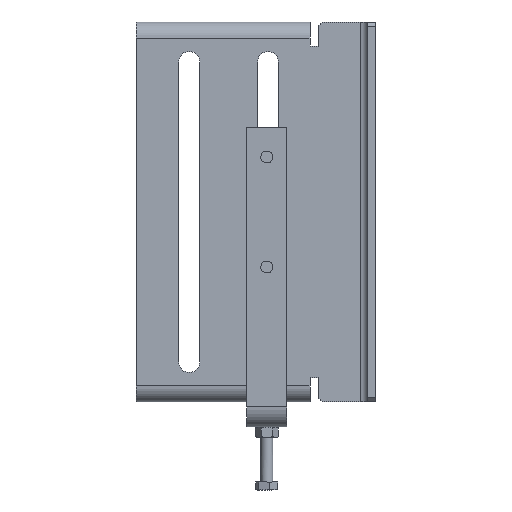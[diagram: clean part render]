
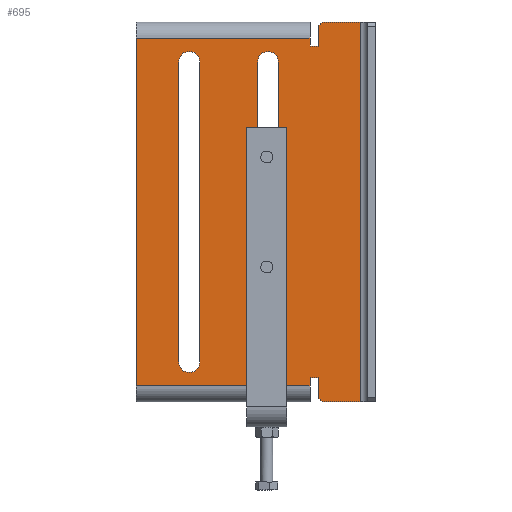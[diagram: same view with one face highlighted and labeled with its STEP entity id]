
A CAD part, front view. The second image highlights one B-rep face of the part: STEP entity #695.
In plain terms, the highlighted face is planar.
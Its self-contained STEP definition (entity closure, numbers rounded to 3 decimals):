
#623=FACE_BOUND('',#1015,.T.);
#624=FACE_BOUND('',#1016,.T.);
#625=FACE_BOUND('',#1017,.T.);
#695=ADVANCED_FACE('',(#623,#624,#625),#830,.F.);
#830=PLANE('',#2865);
#1015=EDGE_LOOP('',(#1286,#1287,#1288,#1289));
#1016=EDGE_LOOP('',(#1290,#1291,#1292,#1293));
#1017=EDGE_LOOP('',(#1294,#1295,#1296,#1297,#1298,#1299,#1300,#1301,#1302,
#1303,#1304,#1305,#1306,#1307));
#1193=CIRCLE('',#2861,5.25);
#1194=CIRCLE('',#2862,5.25);
#1195=CIRCLE('',#2863,5.25);
#1196=CIRCLE('',#2864,5.25);
#1286=ORIENTED_EDGE('',*,*,#2123,.F.);
#1287=ORIENTED_EDGE('',*,*,#2124,.F.);
#1288=ORIENTED_EDGE('',*,*,#2125,.F.);
#1289=ORIENTED_EDGE('',*,*,#2126,.F.);
#1290=ORIENTED_EDGE('',*,*,#2127,.F.);
#1291=ORIENTED_EDGE('',*,*,#2128,.F.);
#1292=ORIENTED_EDGE('',*,*,#2129,.F.);
#1293=ORIENTED_EDGE('',*,*,#2130,.F.);
#1294=ORIENTED_EDGE('',*,*,#2131,.T.);
#1295=ORIENTED_EDGE('',*,*,#2132,.T.);
#1296=ORIENTED_EDGE('',*,*,#2133,.F.);
#1297=ORIENTED_EDGE('',*,*,#2134,.F.);
#1298=ORIENTED_EDGE('',*,*,#2135,.F.);
#1299=ORIENTED_EDGE('',*,*,#2136,.T.);
#1300=ORIENTED_EDGE('',*,*,#2137,.F.);
#1301=ORIENTED_EDGE('',*,*,#2138,.F.);
#1302=ORIENTED_EDGE('',*,*,#2139,.F.);
#1303=ORIENTED_EDGE('',*,*,#2140,.T.);
#1304=ORIENTED_EDGE('',*,*,#2107,.F.);
#1305=ORIENTED_EDGE('',*,*,#2141,.T.);
#1306=ORIENTED_EDGE('',*,*,#2121,.T.);
#1307=ORIENTED_EDGE('',*,*,#2142,.T.);
#1896=VERTEX_POINT('',#3692);
#1897=VERTEX_POINT('',#3694);
#1910=VERTEX_POINT('',#3721);
#1911=VERTEX_POINT('',#3723);
#1912=VERTEX_POINT('',#3727);
#1913=VERTEX_POINT('',#3728);
#1914=VERTEX_POINT('',#3730);
#1915=VERTEX_POINT('',#3732);
#1916=VERTEX_POINT('',#3735);
#1917=VERTEX_POINT('',#3736);
#1918=VERTEX_POINT('',#3738);
#1919=VERTEX_POINT('',#3740);
#1920=VERTEX_POINT('',#3743);
#1921=VERTEX_POINT('',#3744);
#1922=VERTEX_POINT('',#3746);
#1923=VERTEX_POINT('',#3748);
#1924=VERTEX_POINT('',#3750);
#1925=VERTEX_POINT('',#3752);
#1926=VERTEX_POINT('',#3754);
#1927=VERTEX_POINT('',#3756);
#1928=VERTEX_POINT('',#3758);
#1929=VERTEX_POINT('',#3760);
#2107=EDGE_CURVE('',#1896,#1897,#2419,.T.);
#2121=EDGE_CURVE('',#1911,#1910,#2429,.T.);
#2123=EDGE_CURVE('',#1912,#1913,#2430,.T.);
#2124=EDGE_CURVE('',#1914,#1912,#1193,.T.);
#2125=EDGE_CURVE('',#1915,#1914,#2431,.T.);
#2126=EDGE_CURVE('',#1913,#1915,#1194,.T.);
#2127=EDGE_CURVE('',#1916,#1917,#2432,.T.);
#2128=EDGE_CURVE('',#1918,#1916,#1195,.T.);
#2129=EDGE_CURVE('',#1919,#1918,#2433,.T.);
#2130=EDGE_CURVE('',#1917,#1919,#1196,.T.);
#2131=EDGE_CURVE('',#1920,#1921,#2434,.T.);
#2132=EDGE_CURVE('',#1921,#1922,#2435,.T.);
#2133=EDGE_CURVE('',#1923,#1922,#2436,.T.);
#2134=EDGE_CURVE('',#1924,#1923,#2437,.T.);
#2135=EDGE_CURVE('',#1925,#1924,#2438,.T.);
#2136=EDGE_CURVE('',#1925,#1926,#2439,.T.);
#2137=EDGE_CURVE('',#1927,#1926,#2440,.T.);
#2138=EDGE_CURVE('',#1928,#1927,#2441,.T.);
#2139=EDGE_CURVE('',#1929,#1928,#2442,.T.);
#2140=EDGE_CURVE('',#1929,#1897,#2443,.T.);
#2141=EDGE_CURVE('',#1896,#1911,#2444,.T.);
#2142=EDGE_CURVE('',#1910,#1920,#2445,.T.);
#2419=LINE('',#3693,#2593);
#2429=LINE('',#3722,#2603);
#2430=LINE('',#3726,#2604);
#2431=LINE('',#3731,#2605);
#2432=LINE('',#3734,#2606);
#2433=LINE('',#3739,#2607);
#2434=LINE('',#3742,#2608);
#2435=LINE('',#3745,#2609);
#2436=LINE('',#3747,#2610);
#2437=LINE('',#3749,#2611);
#2438=LINE('',#3751,#2612);
#2439=LINE('',#3753,#2613);
#2440=LINE('',#3755,#2614);
#2441=LINE('',#3757,#2615);
#2442=LINE('',#3759,#2616);
#2443=LINE('',#3761,#2617);
#2444=LINE('',#3762,#2618);
#2445=LINE('',#3763,#2619);
#2593=VECTOR('',#3079,1.);
#2603=VECTOR('',#3099,1.);
#2604=VECTOR('',#3104,1.);
#2605=VECTOR('',#3107,1.);
#2606=VECTOR('',#3110,1.);
#2607=VECTOR('',#3113,1.);
#2608=VECTOR('',#3116,1.);
#2609=VECTOR('',#3117,1.);
#2610=VECTOR('',#3118,1.);
#2611=VECTOR('',#3119,1.);
#2612=VECTOR('',#3120,1.);
#2613=VECTOR('',#3121,1.);
#2614=VECTOR('',#3122,1.);
#2615=VECTOR('',#3123,1.);
#2616=VECTOR('',#3124,1.);
#2617=VECTOR('',#3125,1.);
#2618=VECTOR('',#3126,1.);
#2619=VECTOR('',#3127,1.);
#2861=AXIS2_PLACEMENT_3D('',#3729,#3105,#3106);
#2862=AXIS2_PLACEMENT_3D('',#3733,#3108,#3109);
#2863=AXIS2_PLACEMENT_3D('',#3737,#3111,#3112);
#2864=AXIS2_PLACEMENT_3D('',#3741,#3114,#3115);
#2865=AXIS2_PLACEMENT_3D('',#3764,#3128,#3129);
#3079=DIRECTION('',(-1.,0.,0.));
#3099=DIRECTION('',(-1.,0.,0.));
#3104=DIRECTION('',(1.,0.,0.));
#3105=DIRECTION('',(0.,0.,1.));
#3106=DIRECTION('',(-1.,0.,0.));
#3107=DIRECTION('',(-1.,0.,0.));
#3108=DIRECTION('',(0.,0.,1.));
#3109=DIRECTION('',(-1.,0.,0.));
#3110=DIRECTION('',(1.,0.,0.));
#3111=DIRECTION('',(0.,0.,1.));
#3112=DIRECTION('',(-1.,0.,0.));
#3113=DIRECTION('',(-1.,0.,0.));
#3114=DIRECTION('',(0.,0.,1.));
#3115=DIRECTION('',(-1.,0.,0.));
#3116=DIRECTION('',(1.,0.,0.));
#3117=DIRECTION('',(0.707,0.707,0.));
#3118=DIRECTION('',(0.,-1.,0.));
#3119=DIRECTION('',(1.,0.,0.));
#3120=DIRECTION('',(0.,1.,0.));
#3121=DIRECTION('',(0.707,-0.707,0.));
#3122=DIRECTION('',(-1.,0.,0.));
#3123=DIRECTION('',(0.,1.,0.));
#3124=DIRECTION('',(1.,0.,0.));
#3125=DIRECTION('',(0.,-1.,0.));
#3126=DIRECTION('',(0.,1.,0.));
#3127=DIRECTION('',(0.,1.,0.));
#3128=DIRECTION('',(0.,0.,-1.));
#3129=DIRECTION('',(0.,1.,0.));
#3692=CARTESIAN_POINT('',(182.,0.,4.));
#3693=CARTESIAN_POINT('',(190.,0.,4.));
#3694=CARTESIAN_POINT('',(8.,0.,4.));
#3721=CARTESIAN_POINT('',(178.,87.,4.));
#3722=CARTESIAN_POINT('',(190.,87.,4.));
#3723=CARTESIAN_POINT('',(182.,87.,4.));
#3726=CARTESIAN_POINT('',(20.,21.35,4.));
#3727=CARTESIAN_POINT('',(20.,21.35,4.));
#3728=CARTESIAN_POINT('',(170.,21.35,4.));
#3729=CARTESIAN_POINT('',(20.,26.6,4.));
#3730=CARTESIAN_POINT('',(20.,31.85,4.));
#3731=CARTESIAN_POINT('',(170.,31.85,4.));
#3732=CARTESIAN_POINT('',(170.,31.85,4.));
#3733=CARTESIAN_POINT('',(170.,26.6,4.));
#3734=CARTESIAN_POINT('',(20.,60.75,4.));
#3735=CARTESIAN_POINT('',(20.,60.75,4.));
#3736=CARTESIAN_POINT('',(170.,60.75,4.));
#3737=CARTESIAN_POINT('',(20.,66.,4.));
#3738=CARTESIAN_POINT('',(20.,71.25,4.));
#3739=CARTESIAN_POINT('',(170.,71.25,4.));
#3740=CARTESIAN_POINT('',(170.,71.25,4.));
#3741=CARTESIAN_POINT('',(170.,66.,4.));
#3742=CARTESIAN_POINT('',(190.,91.,4.));
#3743=CARTESIAN_POINT('',(178.,91.,4.));
#3744=CARTESIAN_POINT('',(188.,91.,4.));
#3745=CARTESIAN_POINT('',(188.,91.,4.));
#3746=CARTESIAN_POINT('',(190.,93.,4.));
#3747=CARTESIAN_POINT('',(190.,116.524,4.));
#3748=CARTESIAN_POINT('',(190.,112.,4.));
#3749=CARTESIAN_POINT('',(0.,112.,4.));
#3750=CARTESIAN_POINT('',(0.,112.,4.));
#3751=CARTESIAN_POINT('',(0.,0.,4.));
#3752=CARTESIAN_POINT('',(0.,93.,4.));
#3753=CARTESIAN_POINT('',(0.,93.,4.));
#3754=CARTESIAN_POINT('',(2.,91.,4.));
#3755=CARTESIAN_POINT('',(0.,91.,4.));
#3756=CARTESIAN_POINT('',(12.,91.,4.));
#3757=CARTESIAN_POINT('',(12.,91.,4.));
#3758=CARTESIAN_POINT('',(12.,87.,4.));
#3759=CARTESIAN_POINT('',(0.,87.,4.));
#3760=CARTESIAN_POINT('',(8.,87.,4.));
#3761=CARTESIAN_POINT('',(8.,87.,4.));
#3762=CARTESIAN_POINT('',(182.,0.,4.));
#3763=CARTESIAN_POINT('',(178.,91.,4.));
#3764=CARTESIAN_POINT('',(95.,120.,4.));
